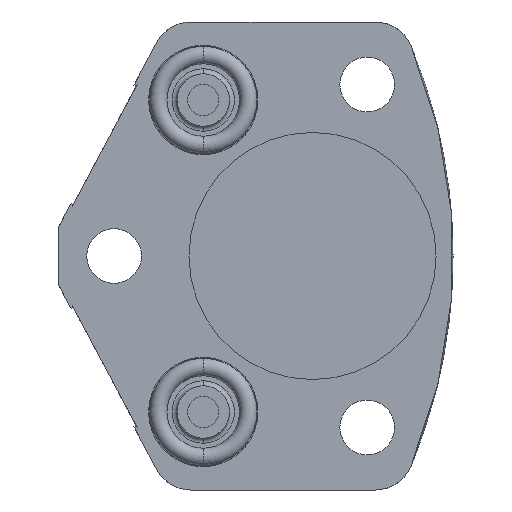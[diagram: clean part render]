
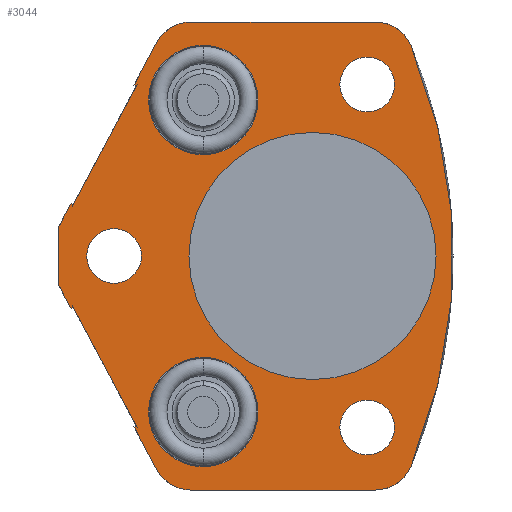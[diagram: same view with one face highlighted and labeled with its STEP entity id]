
A CAD part, front view. The second image highlights one B-rep face of the part: STEP entity #3044.
In plain terms, the highlighted planar face has unit normal (0, -1, 0).
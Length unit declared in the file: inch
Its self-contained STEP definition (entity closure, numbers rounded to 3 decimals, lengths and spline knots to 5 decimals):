
#325=CARTESIAN_POINT('',(0.,0.,0.));
#326=DIRECTION('',(0.,-1.,0.));
#327=DIRECTION('',(1.,0.,0.));
#328=AXIS2_PLACEMENT_3D('',#325,#326,#327);
#333=CARTESIAN_POINT('',(0.,0.,0.));
#334=DIRECTION('',(0.,1.,0.));
#335=DIRECTION('',(1.,0.,0.));
#336=AXIS2_PLACEMENT_3D('',#333,#334,#335);
#341=CARTESIAN_POINT('',(0.219,0.,0.687));
#342=DIRECTION('',(0.,-1.,0.));
#343=DIRECTION('',(1.,0.,0.));
#344=AXIS2_PLACEMENT_3D('',#341,#342,#343);
#349=CARTESIAN_POINT('',(0.219,0.,0.687));
#350=DIRECTION('',(0.,-1.,0.));
#351=DIRECTION('',(-1.,0.,0.));
#352=AXIS2_PLACEMENT_3D('',#349,#350,#351);
#357=CARTESIAN_POINT('',(0.219,0.,-0.687));
#358=DIRECTION('',(0.,-1.,0.));
#359=DIRECTION('',(1.,0.,0.));
#360=AXIS2_PLACEMENT_3D('',#357,#358,#359);
#365=CARTESIAN_POINT('',(0.219,0.,-0.687));
#366=DIRECTION('',(0.,-1.,0.));
#367=DIRECTION('',(-1.,0.,0.));
#368=AXIS2_PLACEMENT_3D('',#365,#366,#367);
#373=CARTESIAN_POINT('',(-0.795,0.,0.));
#374=DIRECTION('',(0.,-1.,0.));
#375=DIRECTION('',(1.,0.,0.));
#376=AXIS2_PLACEMENT_3D('',#373,#374,#375);
#381=CARTESIAN_POINT('',(-0.795,0.,0.));
#382=DIRECTION('',(0.,-1.,0.));
#383=DIRECTION('',(-1.,0.,0.));
#384=AXIS2_PLACEMENT_3D('',#381,#382,#383);
#389=DIRECTION('',(-0.469,0.,-0.883));
#390=VECTOR('',#389,0.53735);
#391=CARTESIAN_POINT('',(-0.70648,0.,0.67994));
#392=LINE('',#391,#390);
#396=DIRECTION('',(0.883,0.,-0.469));
#397=VECTOR('',#396,0.01);
#398=CARTESIAN_POINT('',(-0.71531,0.,0.68463));
#399=LINE('',#398,#397);
#403=DIRECTION('',(0.469,0.,0.883));
#404=VECTOR('',#403,0.19265);
#405=CARTESIAN_POINT('',(-0.71531,0.,0.68463));
#406=LINE('',#405,#404);
#410=DIRECTION('',(1.,0.,0.));
#411=VECTOR('',#410,0.73784);
#412=CARTESIAN_POINT('',(-0.48713,0.,0.9375));
#413=LINE('',#412,#411);
#417=CARTESIAN_POINT('',(-1.625,0.,0.));
#418=DIRECTION('',(0.,-1.,0.));
#419=DIRECTION('',(0.923,0.,-0.385));
#420=AXIS2_PLACEMENT_3D('',#417,#418,#419);
#425=DIRECTION('',(-1.,0.,0.));
#426=VECTOR('',#425,0.73784);
#427=CARTESIAN_POINT('',(0.25071,0.,-0.9375));
#428=LINE('',#427,#426);
#432=DIRECTION('',(0.469,0.,-0.883));
#433=VECTOR('',#432,0.19265);
#434=CARTESIAN_POINT('',(-0.71531,0.,-0.68463));
#435=LINE('',#434,#433);
#439=DIRECTION('',(0.883,0.,0.469));
#440=VECTOR('',#439,0.01);
#441=CARTESIAN_POINT('',(-0.71531,0.,-0.68463));
#442=LINE('',#441,#440);
#446=DIRECTION('',(0.469,0.,-0.883));
#447=VECTOR('',#446,0.53735);
#448=CARTESIAN_POINT('',(-0.95876,0.,-0.20548));
#449=LINE('',#448,#447);
#453=DIRECTION('',(0.883,0.,0.469));
#454=VECTOR('',#453,0.01);
#455=CARTESIAN_POINT('',(-0.96759,0.,-0.21018));
#456=LINE('',#455,#454);
#460=DIRECTION('',(0.469,0.,-0.883));
#461=VECTOR('',#460,0.10313);
#462=CARTESIAN_POINT('',(-1.016,0.,-0.11912));
#463=LINE('',#462,#461);
#467=DIRECTION('',(0.,0.,-1.));
#468=VECTOR('',#467,0.23825);
#469=CARTESIAN_POINT('',(-1.016,0.,0.11912));
#470=LINE('',#469,#468);
#474=DIRECTION('',(0.469,0.,0.883));
#475=VECTOR('',#474,0.10313);
#476=CARTESIAN_POINT('',(-1.016,0.,0.11912));
#477=LINE('',#476,#475);
#481=DIRECTION('',(0.883,0.,-0.469));
#482=VECTOR('',#481,0.01);
#483=CARTESIAN_POINT('',(-0.96759,0.,0.21018));
#484=LINE('',#483,#482);
#488=CARTESIAN_POINT('',(-0.438,0.,-0.625));
#489=DIRECTION('',(0.,1.,0.));
#490=DIRECTION('',(-1.,0.,0.));
#491=AXIS2_PLACEMENT_3D('',#488,#489,#490);
#496=CARTESIAN_POINT('',(-0.438,0.,-0.625));
#497=DIRECTION('',(0.,1.,0.));
#498=DIRECTION('',(1.,0.,0.));
#499=AXIS2_PLACEMENT_3D('',#496,#497,#498);
#504=CARTESIAN_POINT('',(-0.438,0.,0.625));
#505=DIRECTION('',(0.,1.,0.));
#506=DIRECTION('',(-1.,0.,0.));
#507=AXIS2_PLACEMENT_3D('',#504,#505,#506);
#512=CARTESIAN_POINT('',(-0.438,0.,0.625));
#513=DIRECTION('',(0.,1.,0.));
#514=DIRECTION('',(1.,0.,0.));
#515=AXIS2_PLACEMENT_3D('',#512,#513,#514);
#1120=CARTESIAN_POINT('',(-0.48713,0.,-0.7815));
#1121=DIRECTION('',(0.,-1.,0.));
#1122=DIRECTION('',(-0.883,0.,-0.469));
#1123=AXIS2_PLACEMENT_3D('',#1120,#1121,#1122);
#1156=CARTESIAN_POINT('',(0.25071,0.,-0.7815));
#1157=DIRECTION('',(0.,-1.,0.));
#1158=DIRECTION('',(0.,0.,-1.));
#1159=AXIS2_PLACEMENT_3D('',#1156,#1157,#1158);
#1178=CARTESIAN_POINT('',(0.25071,0.,0.7815));
#1179=DIRECTION('',(0.,-1.,0.));
#1180=DIRECTION('',(0.923,0.,0.385));
#1181=AXIS2_PLACEMENT_3D('',#1178,#1179,#1180);
#1214=CARTESIAN_POINT('',(-0.48713,0.,0.7815));
#1215=DIRECTION('',(0.,-1.,0.));
#1216=DIRECTION('',(0.,0.,1.));
#1217=AXIS2_PLACEMENT_3D('',#1214,#1215,#1216);
#2501=CARTESIAN_POINT('',(0.495,0.,0.));
#2503=VERTEX_POINT('',#2501);
#2505=CARTESIAN_POINT('',(-0.495,0.,0.));
#2507=VERTEX_POINT('',#2505);
#2508=CARTESIAN_POINT('',(-1.016,0.,0.11912));
#2509=CARTESIAN_POINT('',(-1.016,0.,-0.11912));
#2510=VERTEX_POINT('',#2508);
#2511=VERTEX_POINT('',#2509);
#2512=CARTESIAN_POINT('',(0.3285,0.,0.687));
#2513=CARTESIAN_POINT('',(0.1095,0.,0.687));
#2514=VERTEX_POINT('',#2512);
#2515=VERTEX_POINT('',#2513);
#2546=CARTESIAN_POINT('',(-0.95876,0.,-0.20548));
#2547=CARTESIAN_POINT('',(-0.70648,0.,-0.67994));
#2548=VERTEX_POINT('',#2546);
#2549=VERTEX_POINT('',#2547);
#2550=CARTESIAN_POINT('',(-0.96759,0.,-0.21018));
#2551=VERTEX_POINT('',#2550);
#2552=CARTESIAN_POINT('',(-0.71531,0.,-0.68463));
#2553=VERTEX_POINT('',#2552);
#2582=CARTESIAN_POINT('',(-0.70648,0.,0.67994));
#2583=CARTESIAN_POINT('',(-0.95876,0.,0.20548));
#2584=VERTEX_POINT('',#2582);
#2585=VERTEX_POINT('',#2583);
#2586=CARTESIAN_POINT('',(-0.71531,0.,0.68463));
#2587=VERTEX_POINT('',#2586);
#2588=CARTESIAN_POINT('',(-0.96759,0.,0.21018));
#2589=VERTEX_POINT('',#2588);
#2622=CARTESIAN_POINT('',(-0.657,0.,-0.625));
#2623=CARTESIAN_POINT('',(-0.219,0.,-0.625));
#2624=VERTEX_POINT('',#2622);
#2625=VERTEX_POINT('',#2623);
#2642=CARTESIAN_POINT('',(-0.657,0.,0.625));
#2643=CARTESIAN_POINT('',(-0.219,0.,0.625));
#2644=VERTEX_POINT('',#2642);
#2645=VERTEX_POINT('',#2643);
#2676=CARTESIAN_POINT('',(0.25071,0.,-0.9375));
#2677=CARTESIAN_POINT('',(0.39471,0.,-0.8415));
#2678=VERTEX_POINT('',#2676);
#2679=VERTEX_POINT('',#2677);
#2680=CARTESIAN_POINT('',(0.39471,0.,0.8415));
#2681=CARTESIAN_POINT('',(0.25071,0.,0.9375));
#2682=VERTEX_POINT('',#2680);
#2683=VERTEX_POINT('',#2681);
#2684=CARTESIAN_POINT('',(-0.48713,0.,0.9375));
#2685=CARTESIAN_POINT('',(-0.62487,0.,0.85474));
#2686=VERTEX_POINT('',#2684);
#2687=VERTEX_POINT('',#2685);
#2688=CARTESIAN_POINT('',(-0.62487,0.,-0.85474));
#2689=CARTESIAN_POINT('',(-0.48713,0.,-0.9375));
#2690=VERTEX_POINT('',#2688);
#2691=VERTEX_POINT('',#2689);
#2692=CARTESIAN_POINT('',(0.3285,0.,-0.687));
#2693=CARTESIAN_POINT('',(0.1095,0.,-0.687));
#2694=VERTEX_POINT('',#2692);
#2695=VERTEX_POINT('',#2693);
#2696=CARTESIAN_POINT('',(-0.6855,0.,0.));
#2697=CARTESIAN_POINT('',(-0.9045,0.,0.));
#2698=VERTEX_POINT('',#2696);
#2699=VERTEX_POINT('',#2697);
#2967=CARTESIAN_POINT('',(0.,0.,0.));
#2968=DIRECTION('',(0.,-1.,0.));
#2969=DIRECTION('',(-1.,0.,0.));
#2970=AXIS2_PLACEMENT_3D('',#2967,#2968,#2969);
#2971=PLANE('',#2970);
#2973=ORIENTED_EDGE('',*,*,#2972,.F.);
#2975=ORIENTED_EDGE('',*,*,#2974,.F.);
#2977=ORIENTED_EDGE('',*,*,#2976,.T.);
#2979=ORIENTED_EDGE('',*,*,#2978,.F.);
#2981=ORIENTED_EDGE('',*,*,#2980,.T.);
#2983=ORIENTED_EDGE('',*,*,#2982,.F.);
#2985=ORIENTED_EDGE('',*,*,#2984,.F.);
#2987=ORIENTED_EDGE('',*,*,#2986,.F.);
#2989=ORIENTED_EDGE('',*,*,#2988,.T.);
#2991=ORIENTED_EDGE('',*,*,#2990,.F.);
#2993=ORIENTED_EDGE('',*,*,#2992,.F.);
#2995=ORIENTED_EDGE('',*,*,#2994,.T.);
#2997=ORIENTED_EDGE('',*,*,#2996,.F.);
#2999=ORIENTED_EDGE('',*,*,#2998,.F.);
#3001=ORIENTED_EDGE('',*,*,#3000,.F.);
#3003=ORIENTED_EDGE('',*,*,#3002,.F.);
#3005=ORIENTED_EDGE('',*,*,#3004,.T.);
#3007=ORIENTED_EDGE('',*,*,#3006,.T.);
#3008=EDGE_LOOP('',(#2973,#2975,#2977,#2979,#2981,#2983,#2985,#2987,#2989,#2991,
#2993,#2995,#2997,#2999,#3001,#3003,#3005,#3007));
#3009=FACE_OUTER_BOUND('',#3008,.F.);
#3011=ORIENTED_EDGE('',*,*,#3010,.T.);
#3013=ORIENTED_EDGE('',*,*,#3012,.F.);
#3014=EDGE_LOOP('',(#3011,#3013));
#3015=FACE_BOUND('',#3014,.F.);
#3017=ORIENTED_EDGE('',*,*,#3016,.T.);
#3019=ORIENTED_EDGE('',*,*,#3018,.T.);
#3020=EDGE_LOOP('',(#3017,#3019));
#3021=FACE_BOUND('',#3020,.F.);
#3022=ORIENTED_EDGE('',*,*,#2947,.T.);
#3023=ORIENTED_EDGE('',*,*,#2961,.T.);
#3024=EDGE_LOOP('',(#3022,#3023));
#3025=FACE_BOUND('',#3024,.F.);
#3027=ORIENTED_EDGE('',*,*,#3026,.T.);
#3029=ORIENTED_EDGE('',*,*,#3028,.T.);
#3030=EDGE_LOOP('',(#3027,#3029));
#3031=FACE_BOUND('',#3030,.F.);
#3033=ORIENTED_EDGE('',*,*,#3032,.F.);
#3035=ORIENTED_EDGE('',*,*,#3034,.F.);
#3036=EDGE_LOOP('',(#3033,#3035));
#3037=FACE_BOUND('',#3036,.F.);
#3039=ORIENTED_EDGE('',*,*,#3038,.F.);
#3041=ORIENTED_EDGE('',*,*,#3040,.F.);
#3042=EDGE_LOOP('',(#3039,#3041));
#3043=FACE_BOUND('',#3042,.F.);
#3044=ADVANCED_FACE('',(#3009,#3015,#3021,#3025,#3031,#3037,#3043),#2971,.T.);
#329=CIRCLE('',#328,0.495);
#337=CIRCLE('',#336,0.495);
#345=CIRCLE('',#344,0.1095);
#353=CIRCLE('',#352,0.1095);
#361=CIRCLE('',#360,0.1095);
#369=CIRCLE('',#368,0.1095);
#377=CIRCLE('',#376,0.1095);
#385=CIRCLE('',#384,0.1095);
#421=CIRCLE('',#420,2.188);
#492=CIRCLE('',#491,0.219);
#500=CIRCLE('',#499,0.219);
#508=CIRCLE('',#507,0.219);
#516=CIRCLE('',#515,0.219);
#1124=CIRCLE('',#1123,0.156);
#1160=CIRCLE('',#1159,0.156);
#1182=CIRCLE('',#1181,0.156);
#1218=CIRCLE('',#1217,0.156);
#2947=EDGE_CURVE('',#2694,#2695,#361,.T.);
#2961=EDGE_CURVE('',#2695,#2694,#369,.T.);
#2972=EDGE_CURVE('',#2584,#2585,#392,.T.);
#2974=EDGE_CURVE('',#2587,#2584,#399,.T.);
#2976=EDGE_CURVE('',#2587,#2687,#406,.T.);
#2978=EDGE_CURVE('',#2686,#2687,#1218,.T.);
#2980=EDGE_CURVE('',#2686,#2683,#413,.T.);
#2982=EDGE_CURVE('',#2682,#2683,#1182,.T.);
#2984=EDGE_CURVE('',#2679,#2682,#421,.T.);
#2986=EDGE_CURVE('',#2678,#2679,#1160,.T.);
#2988=EDGE_CURVE('',#2678,#2691,#428,.T.);
#2990=EDGE_CURVE('',#2690,#2691,#1124,.T.);
#2992=EDGE_CURVE('',#2553,#2690,#435,.T.);
#2994=EDGE_CURVE('',#2553,#2549,#442,.T.);
#2996=EDGE_CURVE('',#2548,#2549,#449,.T.);
#2998=EDGE_CURVE('',#2551,#2548,#456,.T.);
#3000=EDGE_CURVE('',#2511,#2551,#463,.T.);
#3002=EDGE_CURVE('',#2510,#2511,#470,.T.);
#3004=EDGE_CURVE('',#2510,#2589,#477,.T.);
#3006=EDGE_CURVE('',#2589,#2585,#484,.T.);
#3010=EDGE_CURVE('',#2503,#2507,#329,.T.);
#3012=EDGE_CURVE('',#2503,#2507,#337,.T.);
#3016=EDGE_CURVE('',#2514,#2515,#345,.T.);
#3018=EDGE_CURVE('',#2515,#2514,#353,.T.);
#3026=EDGE_CURVE('',#2698,#2699,#377,.T.);
#3028=EDGE_CURVE('',#2699,#2698,#385,.T.);
#3032=EDGE_CURVE('',#2624,#2625,#492,.T.);
#3034=EDGE_CURVE('',#2625,#2624,#500,.T.);
#3038=EDGE_CURVE('',#2644,#2645,#508,.T.);
#3040=EDGE_CURVE('',#2645,#2644,#516,.T.);
